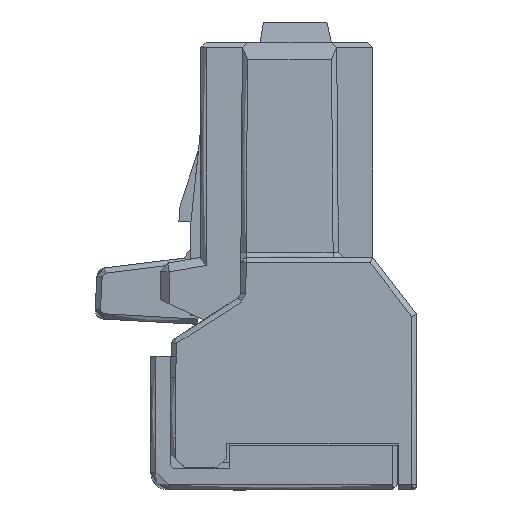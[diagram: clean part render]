
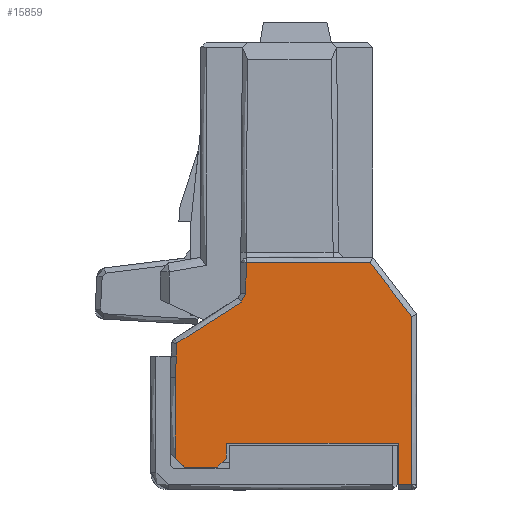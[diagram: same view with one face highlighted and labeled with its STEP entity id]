
A CAD part, left-side view. The second image highlights one B-rep face of the part: STEP entity #15859.
In plain terms, the highlighted free-form (B-spline) face has degree [1, 1] with [2, 2] control points.
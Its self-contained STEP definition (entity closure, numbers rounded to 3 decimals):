
#4372=CARTESIAN_POINT('',(-0.688,12.15,0.645));
#4373=VERTEX_POINT('',#4372);
#4379=CARTESIAN_POINT('',(-0.688,12.65,1.145));
#4380=VERTEX_POINT('',#4379);
#4381=CARTESIAN_POINT('',(-0.688,12.15,0.645));
#4382=CARTESIAN_POINT('',(-0.688,12.65,1.145));
#4383=B_SPLINE_CURVE_WITH_KNOTS('',1,(#4381,#4382),.POLYLINE_FORM.,.F.,.U.,(2,2),(0.335,0.38),.UNSPECIFIED.);
#4384=EDGE_CURVE('',#4373,#4380,#4383,.T.);
#4405=CARTESIAN_POINT('',(-0.688,12.65,5.738));
#4406=VERTEX_POINT('',#4405);
#4416=CARTESIAN_POINT('',(-0.688,12.65,1.145));
#4417=CARTESIAN_POINT('',(-0.688,12.65,5.738));
#4418=B_SPLINE_CURVE_WITH_KNOTS('',1,(#4416,#4417),.POLYLINE_FORM.,.F.,.U.,(2,2),(0.,1.),.UNSPECIFIED.);
#4419=EDGE_CURVE('',#4380,#4406,#4418,.T.);
#5563=CARTESIAN_POINT('',(-0.688,12.593,6.945));
#5564=VERTEX_POINT('',#5563);
#5565=CARTESIAN_POINT('',(-0.688,12.65,5.738));
#5566=CARTESIAN_POINT('',(-0.688,12.593,6.945));
#5567=B_SPLINE_CURVE_WITH_KNOTS('',1,(#5565,#5566),.POLYLINE_FORM.,.F.,.U.,(2,2),(0.475,0.997),.UNSPECIFIED.);
#5568=EDGE_CURVE('',#4406,#5564,#5567,.T.);
#5597=CARTESIAN_POINT('',(-0.688,12.558,7.676));
#5598=VERTEX_POINT('',#5597);
#5599=CARTESIAN_POINT('',(-0.688,12.593,6.945));
#5600=CARTESIAN_POINT('',(-0.688,12.558,7.676));
#5601=B_SPLINE_CURVE_WITH_KNOTS('',1,(#5599,#5600),.POLYLINE_FORM.,.F.,.U.,(2,2),(0.,0.665),.UNSPECIFIED.);
#5602=EDGE_CURVE('',#5564,#5598,#5601,.T.);
#5701=CARTESIAN_POINT('',(-0.688,10.25,0.645));
#5702=VERTEX_POINT('',#5701);
#5708=CARTESIAN_POINT('',(-0.688,10.25,0.645));
#5709=CARTESIAN_POINT('',(-0.688,12.15,0.645));
#5710=B_SPLINE_CURVE_WITH_KNOTS('',1,(#5708,#5709),.POLYLINE_FORM.,.F.,.U.,(2,2),(0.212,0.311),.UNSPECIFIED.);
#5711=EDGE_CURVE('',#5702,#4373,#5710,.T.);
#5911=CARTESIAN_POINT('',(-0.688,-0.75,-0.355));
#5912=VERTEX_POINT('',#5911);
#5913=CARTESIAN_POINT('',(-0.688,0.,-0.355));
#5914=VERTEX_POINT('',#5913);
#5915=CARTESIAN_POINT('',(-0.688,-0.75,-0.355));
#5916=CARTESIAN_POINT('',(-0.688,0.,-0.355));
#5917=B_SPLINE_CURVE_WITH_KNOTS('',1,(#5915,#5916),.POLYLINE_FORM.,.F.,.U.,(2,2),(0.931,0.98),.UNSPECIFIED.);
#5918=EDGE_CURVE('',#5912,#5914,#5917,.T.);
#8571=CARTESIAN_POINT('',(-0.688,-0.75,9.193));
#8572=VERTEX_POINT('',#8571);
#8580=CARTESIAN_POINT('',(-0.688,-0.75,9.193));
#8581=CARTESIAN_POINT('',(-0.688,-0.75,-0.355));
#8582=B_SPLINE_CURVE_WITH_KNOTS('',1,(#8580,#8581),.POLYLINE_FORM.,.F.,.U.,(2,2),(0.03,1.),.UNSPECIFIED.);
#8583=EDGE_CURVE('',#8572,#5912,#8582,.T.);
#8626=CARTESIAN_POINT('',(-0.688,1.6,12.245));
#8627=VERTEX_POINT('',#8626);
#8635=CARTESIAN_POINT('',(-0.688,1.6,12.245));
#8636=CARTESIAN_POINT('',(-0.688,-0.75,9.193));
#8637=B_SPLINE_CURVE_WITH_KNOTS('',1,(#8635,#8636),.POLYLINE_FORM.,.F.,.U.,(2,2),(0.104,0.92),.UNSPECIFIED.);
#8638=EDGE_CURVE('',#8627,#8572,#8637,.T.);
#8660=CARTESIAN_POINT('',(-0.688,8.637,12.245));
#8661=VERTEX_POINT('',#8660);
#8669=CARTESIAN_POINT('',(-0.688,8.637,12.245));
#8670=CARTESIAN_POINT('',(-0.688,1.6,12.245));
#8671=B_SPLINE_CURVE_WITH_KNOTS('',1,(#8669,#8670),.POLYLINE_FORM.,.F.,.U.,(2,2),(0.,0.957),.UNSPECIFIED.);
#8672=EDGE_CURVE('',#8661,#8627,#8671,.T.);
#8699=CARTESIAN_POINT('',(-0.688,8.649,10.506));
#8700=VERTEX_POINT('',#8699);
#8708=CARTESIAN_POINT('',(-0.688,8.649,10.506));
#8709=CARTESIAN_POINT('',(-0.688,8.637,12.245));
#8710=B_SPLINE_CURVE_WITH_KNOTS('',1,(#8708,#8709),.POLYLINE_FORM.,.F.,.U.,(2,2),(0.416,0.481),.UNSPECIFIED.);
#8711=EDGE_CURVE('',#8700,#8661,#8710,.T.);
#8736=CARTESIAN_POINT('',(-0.688,8.925,10.005));
#8737=VERTEX_POINT('',#8736);
#8745=CARTESIAN_POINT('',(-0.688,8.925,10.005));
#8746=CARTESIAN_POINT('',(-0.688,8.882,10.032));
#8747=CARTESIAN_POINT('',(-0.688,8.815,10.093));
#8748=CARTESIAN_POINT('',(-0.688,8.759,10.16));
#8749=CARTESIAN_POINT('',(-0.688,8.7,10.258));
#8750=CARTESIAN_POINT('',(-0.688,8.65,10.411));
#8751=CARTESIAN_POINT('',(-0.688,8.649,10.506));
#8752=B_SPLINE_CURVE_WITH_KNOTS('',2,(#8745,#8746,#8747,#8748,#8749,#8750,#8751),.UNSPECIFIED.,.F.,.U.,(3,1,1,1,1,3),(0.,0.167,0.301,0.457,0.683,1.),.UNSPECIFIED.);
#8753=EDGE_CURVE('',#8737,#8700,#8752,.T.);
#8782=CARTESIAN_POINT('',(-0.688,12.558,7.676));
#8783=CARTESIAN_POINT('',(-0.688,8.925,10.005));
#8784=B_SPLINE_CURVE_WITH_KNOTS('',1,(#8782,#8783),.POLYLINE_FORM.,.F.,.U.,(2,2),(0.504,0.972),.UNSPECIFIED.);
#8785=EDGE_CURVE('',#5598,#8737,#8784,.T.);
#15814=CARTESIAN_POINT('',(-0.688,-86.258,-84.185));
#15815=CARTESIAN_POINT('',(-0.688,-86.258,164.286));
#15816=CARTESIAN_POINT('',(-0.688,99.655,-84.185));
#15817=CARTESIAN_POINT('',(-0.688,99.655,164.286));
#15818=B_SPLINE_SURFACE_WITH_KNOTS('',1,1,((#15814,#15815),(#15816,#15817)),.PLANE_SURF.,.F.,.F.,.U.,(2,2),(2,2),(-0.189,1.23),(-0.099,1.),.UNSPECIFIED.);
#15819=CARTESIAN_POINT('',(-0.688,0.,1.995));
#15820=VERTEX_POINT('',#15819);
#15821=CARTESIAN_POINT('',(-0.688,9.75,1.995));
#15822=VERTEX_POINT('',#15821);
#15823=CARTESIAN_POINT('',(-0.688,0.,1.995));
#15824=CARTESIAN_POINT('',(-0.688,9.75,1.995));
#15825=B_SPLINE_CURVE_WITH_KNOTS('',1,(#15823,#15824),.POLYLINE_FORM.,.F.,.U.,(2,2),(0.357,0.864),.UNSPECIFIED.);
#15826=EDGE_CURVE('',#15820,#15822,#15825,.T.);
#15827=ORIENTED_EDGE('',*,*,#15826,.T.);
#15828=CARTESIAN_POINT('',(-0.688,9.75,1.145));
#15829=VERTEX_POINT('',#15828);
#15830=CARTESIAN_POINT('',(-0.688,9.75,1.995));
#15831=CARTESIAN_POINT('',(-0.688,9.75,1.145));
#15832=B_SPLINE_CURVE_WITH_KNOTS('',1,(#15830,#15831),.POLYLINE_FORM.,.F.,.U.,(2,2),(0.,1.),.UNSPECIFIED.);
#15833=EDGE_CURVE('',#15822,#15829,#15832,.T.);
#15834=ORIENTED_EDGE('',*,*,#15833,.T.);
#15835=CARTESIAN_POINT('',(-0.688,9.75,1.145));
#15836=CARTESIAN_POINT('',(-0.688,10.25,0.645));
#15837=B_SPLINE_CURVE_WITH_KNOTS('',1,(#15835,#15836),.POLYLINE_FORM.,.F.,.U.,(2,2),(0.215,0.248),.UNSPECIFIED.);
#15838=EDGE_CURVE('',#15829,#5702,#15837,.T.);
#15839=ORIENTED_EDGE('',*,*,#15838,.T.);
#15840=ORIENTED_EDGE('',*,*,#5711,.T.);
#15841=ORIENTED_EDGE('',*,*,#4384,.T.);
#15842=ORIENTED_EDGE('',*,*,#4419,.T.);
#15843=ORIENTED_EDGE('',*,*,#5568,.T.);
#15844=ORIENTED_EDGE('',*,*,#5602,.T.);
#15845=ORIENTED_EDGE('',*,*,#8785,.T.);
#15846=ORIENTED_EDGE('',*,*,#8753,.T.);
#15847=ORIENTED_EDGE('',*,*,#8711,.T.);
#15848=ORIENTED_EDGE('',*,*,#8672,.T.);
#15849=ORIENTED_EDGE('',*,*,#8638,.T.);
#15850=ORIENTED_EDGE('',*,*,#8583,.T.);
#15851=ORIENTED_EDGE('',*,*,#5918,.T.);
#15852=CARTESIAN_POINT('',(-0.688,0.,-0.355));
#15853=CARTESIAN_POINT('',(-0.688,0.,1.995));
#15854=B_SPLINE_CURVE_WITH_KNOTS('',1,(#15852,#15853),.POLYLINE_FORM.,.F.,.U.,(2,2),(0.,0.839),.UNSPECIFIED.);
#15855=EDGE_CURVE('',#5914,#15820,#15854,.T.);
#15856=ORIENTED_EDGE('',*,*,#15855,.T.);
#15857=EDGE_LOOP('',(#15827,#15834,#15839,#15840,#15841,#15842,#15843,#15844,#15845,#15846,#15847,#15848,#15849,#15850,#15851,#15856));
#15858=FACE_OUTER_BOUND('',#15857,.F.);
#15859=ADVANCED_FACE('',(#15858),#15818,.F.);
